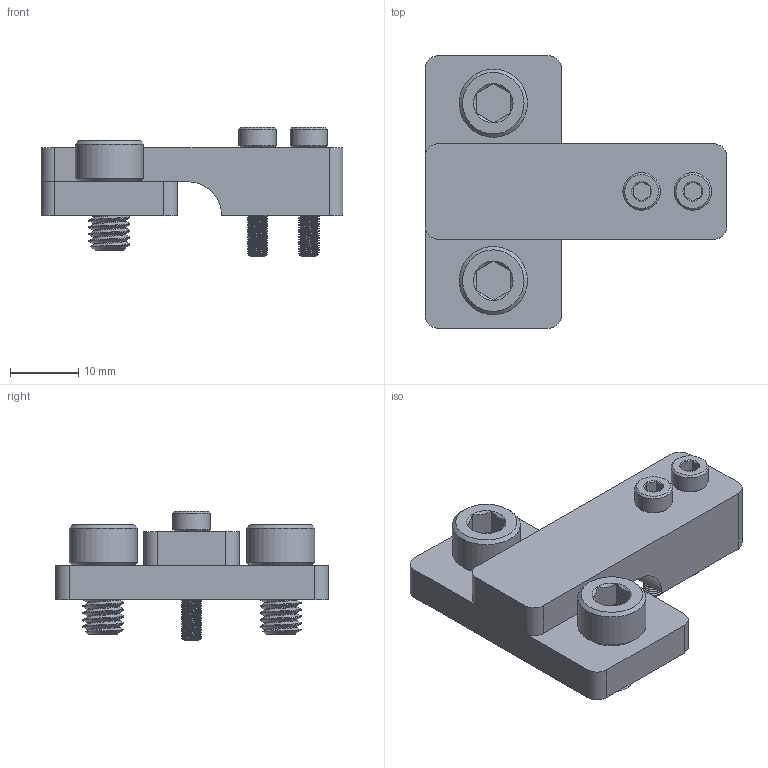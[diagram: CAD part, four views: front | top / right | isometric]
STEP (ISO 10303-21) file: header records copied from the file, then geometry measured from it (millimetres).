
FILE_DESCRIPTION(/* description */ (''),/* implementation_level */ '2;1');
FILE_NAME(/* name */ 'DoorPanelHolder.step',/* time_stamp */ '2021-06-22T10:46:36+02:00',/* author */ (''),/* organization */ (''),/* preprocessor_version */ 'ST-DEVELOPER v18.1',/* originating_system */ 'Autodesk Translation Framework v10.9.0.1377',/* authorisation */ '');
FILE_SCHEMA (('AUTOMOTIVE_DESIGN { 1 0 10303 214 3 1 1 }'));
Length unit declared in the file: millimetre
Products named in the file (4): DoorPanelHolder; Component1; 90751A114; 91292A441
Assembly tree (5 placements, depth 2):
  DoorPanelHolder
    Component1
    90751A114  x2
    91292A441  x2
Bounding box: 44.24 x 40 x 19 mm (x, y, z)
Volume: 8746.2 mm3; surface area: 6810.8 mm2
Topology: 6 solids, 6 shells, 345 faces, 922 edges, 598 vertices
Faces by surface type: cylinder 245, plane 56, cone 36, bspline 8
Full cylindrical faces by diameter (mm): 2.545 x88, 3 x86, 3.5 x2, 4.701 x18, 5.5 x2, 6 x18, 7 x2, 9 x2, 10 x2
Entity records: 16218 total; most frequent: CARTESIAN_POINT 11857, ORIENTED_EDGE 1000, DIRECTION 701, EDGE_CURVE 500, VERTEX_POINT 325, AXIS2_PLACEMENT_3D 257, B_SPLINE_CURVE_WITH_KNOTS 237, EDGE_LOOP 203
